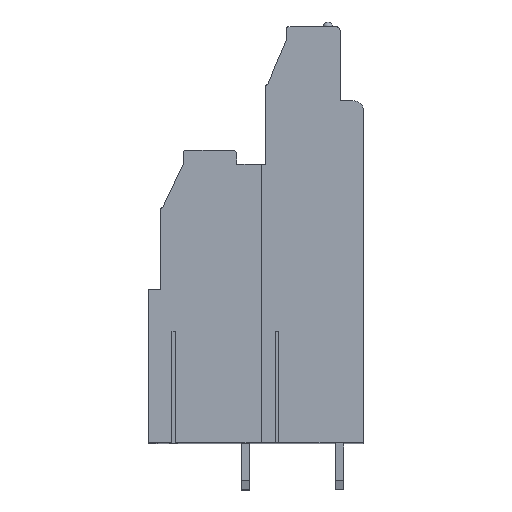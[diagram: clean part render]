
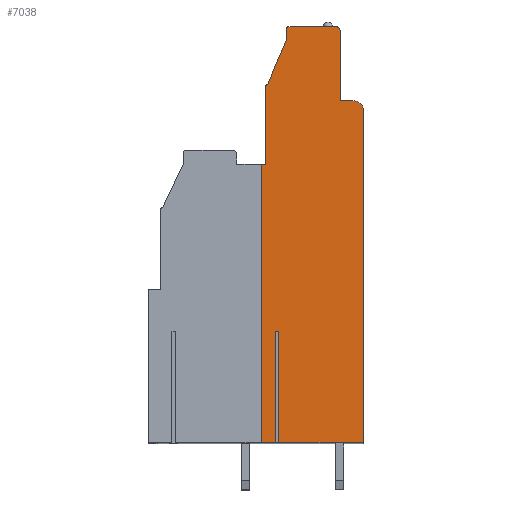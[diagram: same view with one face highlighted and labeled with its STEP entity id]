
A CAD part, top view. The second image highlights one B-rep face of the part: STEP entity #7038.
In plain terms, the highlighted planar face has unit normal (0, 0, 1).
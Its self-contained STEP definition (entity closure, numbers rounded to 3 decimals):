
#13=DIRECTION('',(1.,0.,0.));
#14=VECTOR('',#13,0.38);
#15=CARTESIAN_POINT('',(1.01,-18.05,33.02));
#16=LINE('',#15,#14);
#17=DIRECTION('',(0.,1.,0.));
#18=VECTOR('',#17,11.95);
#19=CARTESIAN_POINT('',(1.01,-30.,33.02));
#20=LINE('',#19,#18);
#21=DIRECTION('',(1.,0.,0.));
#22=VECTOR('',#21,1.51);
#23=CARTESIAN_POINT('',(-0.5,-30.,33.02));
#24=LINE('',#23,#22);
#25=DIRECTION('',(0.,1.,0.));
#26=VECTOR('',#25,30.);
#27=CARTESIAN_POINT('',(-0.5,-30.,33.02));
#28=LINE('',#27,#26);
#29=DIRECTION('',(-1.,0.,0.));
#30=VECTOR('',#29,0.5);
#31=CARTESIAN_POINT('',(0.,0.,33.02));
#32=LINE('',#31,#30);
#33=DIRECTION('',(0.,-1.,0.));
#34=VECTOR('',#33,8.4);
#35=CARTESIAN_POINT('',(0.,8.4,33.02));
#36=LINE('',#35,#34);
#37=CARTESIAN_POINT('',(0.2,8.4,33.02));
#38=DIRECTION('',(0.,0.,1.));
#39=DIRECTION('',(0.,1.,0.));
#40=AXIS2_PLACEMENT_3D('',#37,#38,#39);
#42=DIRECTION('',(-0.392,-0.92,0.));
#43=VECTOR('',#42,5.108);
#44=CARTESIAN_POINT('',(2.2,13.3,33.02));
#45=LINE('',#44,#43);
#46=DIRECTION('',(0.,-1.,0.));
#47=VECTOR('',#46,1.2);
#48=CARTESIAN_POINT('',(2.2,14.5,33.02));
#49=LINE('',#48,#47);
#50=CARTESIAN_POINT('',(2.5,14.5,33.02));
#51=DIRECTION('',(0.,0.,1.));
#52=DIRECTION('',(0.,1.,0.));
#53=AXIS2_PLACEMENT_3D('',#50,#51,#52);
#55=DIRECTION('',(-1.,0.,0.));
#56=VECTOR('',#55,5.);
#57=CARTESIAN_POINT('',(7.5,14.8,33.02));
#58=LINE('',#57,#56);
#59=CARTESIAN_POINT('',(7.5,14.3,33.02));
#60=DIRECTION('',(0.,0.,1.));
#61=DIRECTION('',(1.,0.,0.));
#62=AXIS2_PLACEMENT_3D('',#59,#60,#61);
#64=DIRECTION('',(0.,1.,0.));
#65=VECTOR('',#64,7.5);
#66=CARTESIAN_POINT('',(8.,6.8,33.02));
#67=LINE('',#66,#65);
#68=DIRECTION('',(-1.,0.,0.));
#69=VECTOR('',#68,1.5);
#70=CARTESIAN_POINT('',(9.5,6.8,33.02));
#71=LINE('',#70,#69);
#72=CARTESIAN_POINT('',(9.5,5.8,33.02));
#73=DIRECTION('',(0.,0.,1.));
#74=DIRECTION('',(1.,0.,0.));
#75=AXIS2_PLACEMENT_3D('',#72,#73,#74);
#77=DIRECTION('',(0.,1.,0.));
#78=VECTOR('',#77,35.8);
#79=CARTESIAN_POINT('',(10.5,-30.,33.02));
#80=LINE('',#79,#78);
#81=DIRECTION('',(1.,0.,0.));
#82=VECTOR('',#81,9.11);
#83=CARTESIAN_POINT('',(1.39,-30.,33.02));
#84=LINE('',#83,#82);
#85=DIRECTION('',(0.,1.,0.));
#86=VECTOR('',#85,11.95);
#87=CARTESIAN_POINT('',(1.39,-30.,33.02));
#88=LINE('',#87,#86);
#5387=CARTESIAN_POINT('',(10.5,-30.,33.02));
#5388=CARTESIAN_POINT('',(10.5,5.8,33.02));
#5389=VERTEX_POINT('',#5387);
#5390=VERTEX_POINT('',#5388);
#5391=CARTESIAN_POINT('',(9.5,6.8,33.02));
#5392=VERTEX_POINT('',#5391);
#5393=CARTESIAN_POINT('',(8.,6.8,33.02));
#5394=VERTEX_POINT('',#5393);
#5395=CARTESIAN_POINT('',(8.,14.3,33.02));
#5396=VERTEX_POINT('',#5395);
#5397=CARTESIAN_POINT('',(7.5,14.8,33.02));
#5398=VERTEX_POINT('',#5397);
#5399=CARTESIAN_POINT('',(2.5,14.8,33.02));
#5400=VERTEX_POINT('',#5399);
#5401=CARTESIAN_POINT('',(2.2,14.5,33.02));
#5402=VERTEX_POINT('',#5401);
#5403=CARTESIAN_POINT('',(2.2,13.3,33.02));
#5404=VERTEX_POINT('',#5403);
#5405=CARTESIAN_POINT('',(0.2,8.6,33.02));
#5406=VERTEX_POINT('',#5405);
#5407=CARTESIAN_POINT('',(0.,8.4,33.02));
#5408=VERTEX_POINT('',#5407);
#5409=CARTESIAN_POINT('',(0.,0.,33.02));
#5410=VERTEX_POINT('',#5409);
#5435=CARTESIAN_POINT('',(-0.5,-30.,33.02));
#5436=CARTESIAN_POINT('',(-0.5,0.,33.02));
#5437=VERTEX_POINT('',#5435);
#5438=VERTEX_POINT('',#5436);
#5519=CARTESIAN_POINT('',(1.01,-18.05,33.02));
#5520=CARTESIAN_POINT('',(1.39,-18.05,33.02));
#5521=VERTEX_POINT('',#5519);
#5522=VERTEX_POINT('',#5520);
#5523=CARTESIAN_POINT('',(1.01,-30.,33.02));
#5524=VERTEX_POINT('',#5523);
#5525=CARTESIAN_POINT('',(1.39,-30.,33.02));
#5526=VERTEX_POINT('',#5525);
#6995=CARTESIAN_POINT('',(0.,0.,33.02));
#6996=DIRECTION('',(0.,0.,1.));
#6997=DIRECTION('',(1.,0.,0.));
#6998=AXIS2_PLACEMENT_3D('',#6995,#6996,#6997);
#6999=PLANE('',#6998);
#7001=ORIENTED_EDGE('',*,*,#7000,.F.);
#7003=ORIENTED_EDGE('',*,*,#7002,.F.);
#7005=ORIENTED_EDGE('',*,*,#7004,.F.);
#7007=ORIENTED_EDGE('',*,*,#7006,.T.);
#7009=ORIENTED_EDGE('',*,*,#7008,.F.);
#7011=ORIENTED_EDGE('',*,*,#7010,.F.);
#7013=ORIENTED_EDGE('',*,*,#7012,.F.);
#7015=ORIENTED_EDGE('',*,*,#7014,.F.);
#7017=ORIENTED_EDGE('',*,*,#7016,.F.);
#7019=ORIENTED_EDGE('',*,*,#7018,.F.);
#7021=ORIENTED_EDGE('',*,*,#7020,.F.);
#7023=ORIENTED_EDGE('',*,*,#7022,.F.);
#7025=ORIENTED_EDGE('',*,*,#7024,.F.);
#7027=ORIENTED_EDGE('',*,*,#7026,.F.);
#7029=ORIENTED_EDGE('',*,*,#7028,.F.);
#7031=ORIENTED_EDGE('',*,*,#7030,.F.);
#7033=ORIENTED_EDGE('',*,*,#7032,.F.);
#7035=ORIENTED_EDGE('',*,*,#7034,.T.);
#7036=EDGE_LOOP('',(#7001,#7003,#7005,#7007,#7009,#7011,#7013,#7015,#7017,#7019,
#7021,#7023,#7025,#7027,#7029,#7031,#7033,#7035));
#7037=FACE_OUTER_BOUND('',#7036,.F.);
#41=CIRCLE('',#40,0.2);
#54=CIRCLE('',#53,0.3);
#63=CIRCLE('',#62,0.5);
#76=CIRCLE('',#75,1.);
#7000=EDGE_CURVE('',#5521,#5522,#16,.T.);
#7002=EDGE_CURVE('',#5524,#5521,#20,.T.);
#7004=EDGE_CURVE('',#5437,#5524,#24,.T.);
#7006=EDGE_CURVE('',#5437,#5438,#28,.T.);
#7008=EDGE_CURVE('',#5410,#5438,#32,.T.);
#7010=EDGE_CURVE('',#5408,#5410,#36,.T.);
#7012=EDGE_CURVE('',#5406,#5408,#41,.T.);
#7014=EDGE_CURVE('',#5404,#5406,#45,.T.);
#7016=EDGE_CURVE('',#5402,#5404,#49,.T.);
#7018=EDGE_CURVE('',#5400,#5402,#54,.T.);
#7020=EDGE_CURVE('',#5398,#5400,#58,.T.);
#7022=EDGE_CURVE('',#5396,#5398,#63,.T.);
#7024=EDGE_CURVE('',#5394,#5396,#67,.T.);
#7026=EDGE_CURVE('',#5392,#5394,#71,.T.);
#7028=EDGE_CURVE('',#5390,#5392,#76,.T.);
#7030=EDGE_CURVE('',#5389,#5390,#80,.T.);
#7032=EDGE_CURVE('',#5526,#5389,#84,.T.);
#7034=EDGE_CURVE('',#5526,#5522,#88,.T.);
#7038=ADVANCED_FACE('',(#7037),#6999,.T.);
